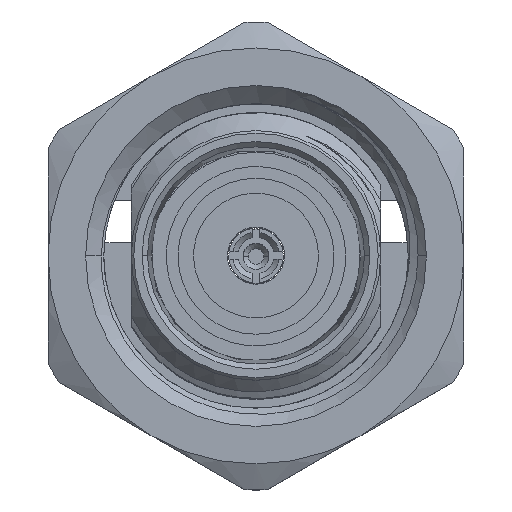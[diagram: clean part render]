
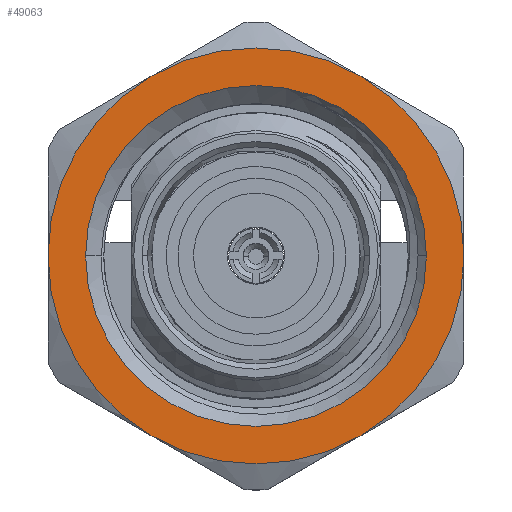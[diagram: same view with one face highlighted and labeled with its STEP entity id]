
A CAD part, top view. The second image highlights one B-rep face of the part: STEP entity #49063.
In plain terms, the highlighted planar face has unit normal (0, 0, 1).
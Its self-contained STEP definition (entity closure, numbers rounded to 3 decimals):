
#71 = FACE_OUTER_BOUND ( 'NONE', #11304, .T. ) ;
#1255 = DIRECTION ( 'NONE',  ( 1., 0., 0. ) ) ;
#2039 = CARTESIAN_POINT ( 'NONE',  ( -6.555, 0., 12.7 ) ) ;
#3317 = CARTESIAN_POINT ( 'NONE',  ( 0., 0., 12.7 ) ) ;
#3646 = EDGE_CURVE ( 'NONE', #7793, #37933, #11264, .T. ) ;
#4152 = DIRECTION ( 'NONE',  ( 0., 0., -1. ) ) ;
#4401 = EDGE_LOOP ( 'NONE', ( #33288, #44379 ) ) ;
#4482 = AXIS2_PLACEMENT_3D ( 'NONE', #32936, #18250, #13788 ) ;
#6172 = ORIENTED_EDGE ( 'NONE', *, *, #3646, .F. ) ;
#6439 = CARTESIAN_POINT ( 'NONE',  ( 0., 0., 12.7 ) ) ;
#6698 = CIRCLE ( 'NONE', #7470, 8. ) ;
#7413 = DIRECTION ( 'NONE',  ( 0., 0., -1. ) ) ;
#7470 = AXIS2_PLACEMENT_3D ( 'NONE', #12711, #15933, #16182 ) ;
#7577 = ORIENTED_EDGE ( 'NONE', *, *, #33552, .F. ) ;
#7793 = VERTEX_POINT ( 'NONE', #37397 ) ;
#7856 = ORIENTED_EDGE ( 'NONE', *, *, #26082, .F. ) ;
#9719 = DIRECTION ( 'NONE',  ( 0., 0., -1. ) ) ;
#10417 = CARTESIAN_POINT ( 'NONE',  ( -8., 0., 12.7 ) ) ;
#10510 = FACE_BOUND ( 'NONE', #4401, .T. ) ;
#11264 = CIRCLE ( 'NONE', #31898, 8. ) ;
#11304 = EDGE_LOOP ( 'NONE', ( #11848, #7856, #6172, #42023, #37204, #7577 ) ) ;
#11376 = AXIS2_PLACEMENT_3D ( 'NONE', #46452, #23853, #1255 ) ;
#11680 = AXIS2_PLACEMENT_3D ( 'NONE', #3317, #29885, #14482 ) ;
#11848 = ORIENTED_EDGE ( 'NONE', *, *, #12260, .F. ) ;
#12260 = EDGE_CURVE ( 'NONE', #17603, #43403, #20065, .T. ) ;
#12307 = DIRECTION ( 'NONE',  ( 1., 0., 0. ) ) ;
#12711 = CARTESIAN_POINT ( 'NONE',  ( 0., 0., 12.7 ) ) ;
#13788 = DIRECTION ( 'NONE',  ( 1., 0., 0. ) ) ;
#14482 = DIRECTION ( 'NONE',  ( 1., 0., 0. ) ) ;
#15933 = DIRECTION ( 'NONE',  ( 0., 0., -1. ) ) ;
#16182 = DIRECTION ( 'NONE',  ( 1., 0., 0. ) ) ;
#16974 = AXIS2_PLACEMENT_3D ( 'NONE', #44446, #21351, #36520 ) ;
#17603 = VERTEX_POINT ( 'NONE', #30116 ) ;
#18250 = DIRECTION ( 'NONE',  ( 0., 0., -1. ) ) ;
#20065 = CIRCLE ( 'NONE', #11376, 8. ) ;
#20892 = CARTESIAN_POINT ( 'NONE',  ( 0., 0., 12.7 ) ) ;
#21351 = DIRECTION ( 'NONE',  ( 0., 0., -1. ) ) ;
#21576 = DIRECTION ( 'NONE',  ( 1., 0., 0. ) ) ;
#22761 = DIRECTION ( 'NONE',  ( 0., 0., -1. ) ) ;
#23266 = DIRECTION ( 'NONE',  ( 1., 0., 0. ) ) ;
#23400 = CIRCLE ( 'NONE', #29765, 8. ) ;
#23853 = DIRECTION ( 'NONE',  ( 0., 0., -1. ) ) ;
#26082 = EDGE_CURVE ( 'NONE', #37933, #17603, #33767, .T. ) ;
#26993 = EDGE_CURVE ( 'NONE', #39694, #28250, #6698, .T. ) ;
#27444 = CARTESIAN_POINT ( 'NONE',  ( 0., 0., 12.7 ) ) ;
#27777 = CARTESIAN_POINT ( 'NONE',  ( -4., -6.928, 12.7 ) ) ;
#28250 = VERTEX_POINT ( 'NONE', #10417 ) ;
#28287 = EDGE_CURVE ( 'NONE', #33602, #42864, #34459, .T. ) ;
#29765 = AXIS2_PLACEMENT_3D ( 'NONE', #20892, #9719, #36069 ) ;
#29885 = DIRECTION ( 'NONE',  ( 0., 0., -1. ) ) ;
#30116 = CARTESIAN_POINT ( 'NONE',  ( 8., 0., 12.7 ) ) ;
#31513 = CARTESIAN_POINT ( 'NONE',  ( 4., 6.928, 12.7 ) ) ;
#31898 = AXIS2_PLACEMENT_3D ( 'NONE', #27444, #22761, #12307 ) ;
#32936 = CARTESIAN_POINT ( 'NONE',  ( 0., 0., 12.7 ) ) ;
#33288 = ORIENTED_EDGE ( 'NONE', *, *, #28287, .T. ) ;
#33552 = EDGE_CURVE ( 'NONE', #43403, #39694, #23400, .T. ) ;
#33602 = VERTEX_POINT ( 'NONE', #2039 ) ;
#33767 = CIRCLE ( 'NONE', #35306, 8. ) ;
#34459 = CIRCLE ( 'NONE', #16974, 6.555 ) ;
#35306 = AXIS2_PLACEMENT_3D ( 'NONE', #6439, #7413, #21576 ) ;
#36069 = DIRECTION ( 'NONE',  ( 1., 0., 0. ) ) ;
#36190 = CIRCLE ( 'NONE', #44918, 8. ) ;
#36520 = DIRECTION ( 'NONE',  ( 1., 0., 0. ) ) ;
#37204 = ORIENTED_EDGE ( 'NONE', *, *, #26993, .F. ) ;
#37397 = CARTESIAN_POINT ( 'NONE',  ( -4., 6.928, 12.7 ) ) ;
#37691 = CARTESIAN_POINT ( 'NONE',  ( 4., -6.928, 12.7 ) ) ;
#37933 = VERTEX_POINT ( 'NONE', #31513 ) ;
#38677 = EDGE_CURVE ( 'NONE', #28250, #7793, #36190, .T. ) ;
#39694 = VERTEX_POINT ( 'NONE', #27777 ) ;
#41759 = CIRCLE ( 'NONE', #4482, 6.555 ) ;
#42023 = ORIENTED_EDGE ( 'NONE', *, *, #38677, .F. ) ;
#42206 = EDGE_CURVE ( 'NONE', #42864, #33602, #41759, .T. ) ;
#42864 = VERTEX_POINT ( 'NONE', #46766 ) ;
#43403 = VERTEX_POINT ( 'NONE', #37691 ) ;
#44379 = ORIENTED_EDGE ( 'NONE', *, *, #42206, .T. ) ;
#44446 = CARTESIAN_POINT ( 'NONE',  ( 0., 0., 12.7 ) ) ;
#44662 = CARTESIAN_POINT ( 'NONE',  ( 0., 0., 12.7 ) ) ;
#44918 = AXIS2_PLACEMENT_3D ( 'NONE', #44662, #4152, #23266 ) ;
#46452 = CARTESIAN_POINT ( 'NONE',  ( 0., 0., 12.7 ) ) ;
#46766 = CARTESIAN_POINT ( 'NONE',  ( 6.555, 0., 12.7 ) ) ;
#48757 = PLANE ( 'NONE',  #11680 ) ;
#49063 = ADVANCED_FACE ( 'NONE', ( #10510, #71 ), #48757, .F. ) ;
